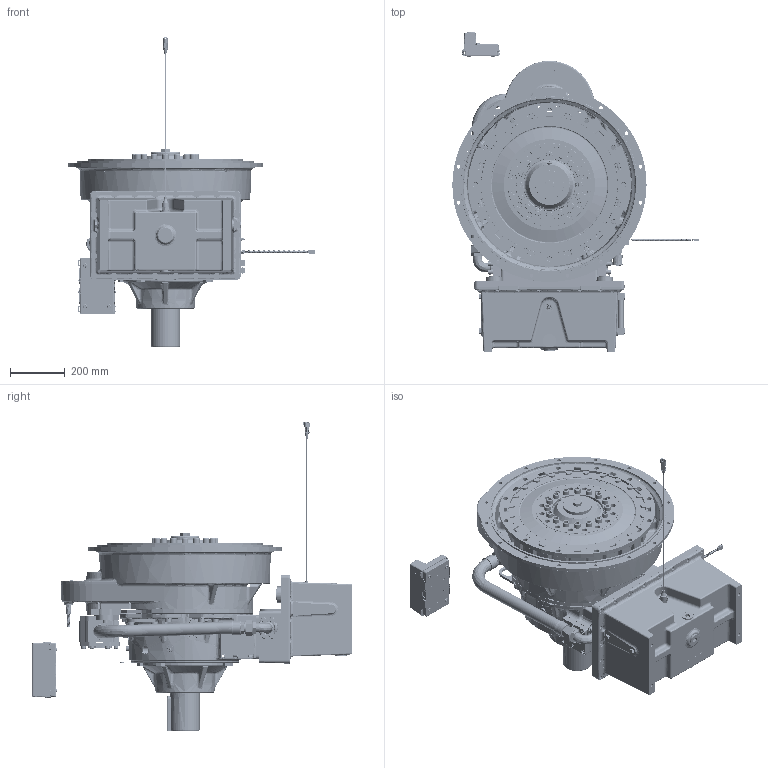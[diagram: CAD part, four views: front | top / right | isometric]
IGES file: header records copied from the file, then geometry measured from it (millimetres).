
Start section: SolidWorks IGES file using analytic representation for surfaces
Global section: file name: 1027950Q.igs; native system: SolidWorks 2019; preprocessor: SolidWorks 2019; author: PDMBatchService; date: 210629.234655; units: millimetre
Bounding box: 905.68 x 1171.04 x 1132.15 mm (x, y, z)
Surface area: 4898297.8 mm2 (no closed solid volume)
Topology: 0 solids, 0 shells, 5290 faces, 122401 edges, 122369 vertices
Faces by surface type: bspline 3300, revolution 1990
